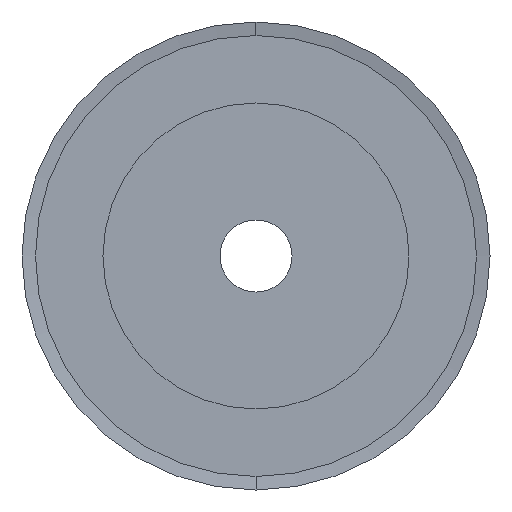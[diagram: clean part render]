
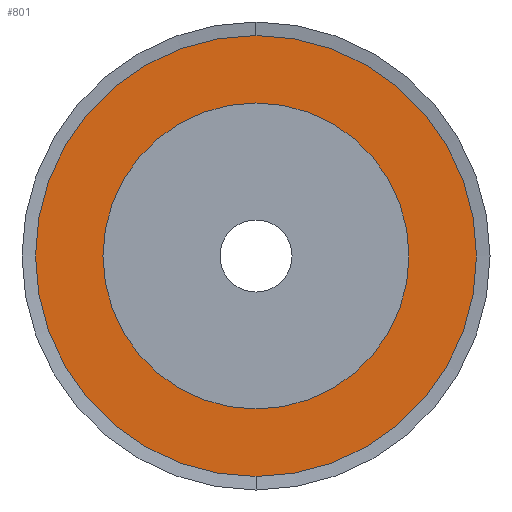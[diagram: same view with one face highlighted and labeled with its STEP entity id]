
A CAD part, left-side view. The second image highlights one B-rep face of the part: STEP entity #801.
In plain terms, the highlighted planar face has unit normal (-1, 0, 0).
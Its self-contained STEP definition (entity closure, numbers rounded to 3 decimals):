
#801=ADVANCED_FACE('',(#1606,#1607),#1608,.T.);
#1606=FACE_OUTER_BOUND('',#2412,.T.);
#1607=FACE_BOUND('',#2413,.T.);
#1608=PLANE('',#2414);
#2412=EDGE_LOOP('',(#4965,#4966));
#2413=EDGE_LOOP('',(#4967,#4968));
#2414=AXIS2_PLACEMENT_3D('',#4969,#4970,#4971);
#4965=ORIENTED_EDGE('',*,*,#6046,.F.);
#4966=ORIENTED_EDGE('',*,*,#5048,.F.);
#4967=ORIENTED_EDGE('',*,*,#5038,.F.);
#4968=ORIENTED_EDGE('',*,*,#6047,.F.);
#4969=CARTESIAN_POINT('',(-10.75,0.0,-20.5));
#4970=DIRECTION('',(-1.0,0.0,0.0));
#4971=DIRECTION('',(0.0,0.0,1.0));
#5038=EDGE_CURVE('',#6075,#6071,#6077,.T.);
#5048=EDGE_CURVE('',#6091,#6088,#6093,.T.);
#6046=EDGE_CURVE('',#6088,#6091,#7585,.T.);
#6047=EDGE_CURVE('',#6071,#6075,#7586,.T.);
#6071=VERTEX_POINT('',#7612);
#6075=VERTEX_POINT('',#7617);
#6077=CIRCLE('',#7620,17.0);
#6088=VERTEX_POINT('',#7633);
#6091=VERTEX_POINT('',#7637);
#6093=CIRCLE('',#7640,24.5);
#7585=CIRCLE('',#9502,24.5);
#7586=CIRCLE('',#9503,17.0);
#7612=CARTESIAN_POINT('',(-10.75,0.,-17.0));
#7617=CARTESIAN_POINT('',(-10.75,0.,17.0));
#7620=AXIS2_PLACEMENT_3D('',#9529,#9530,#9531);
#7633=CARTESIAN_POINT('',(-10.75,0.0,-24.5));
#7637=CARTESIAN_POINT('',(-10.75,0.,24.5));
#7640=AXIS2_PLACEMENT_3D('',#9545,#9546,#9547);
#9502=AXIS2_PLACEMENT_3D('',#11040,#11041,#11042);
#9503=AXIS2_PLACEMENT_3D('',#11043,#11044,#11045);
#9529=CARTESIAN_POINT('',(-10.75,0.0,0.0));
#9530=DIRECTION('',(-1.0,0.0,0.0));
#9531=DIRECTION('',(0.0,0.0,-1.0));
#9545=CARTESIAN_POINT('',(-10.75,0.0,0.0));
#9546=DIRECTION('',(1.0,0.0,0.0));
#9547=DIRECTION('',(0.0,0.0,-1.0));
#11040=CARTESIAN_POINT('',(-10.75,0.0,0.0));
#11041=DIRECTION('',(1.0,0.0,0.0));
#11042=DIRECTION('',(0.0,0.0,-1.0));
#11043=CARTESIAN_POINT('',(-10.75,0.0,0.0));
#11044=DIRECTION('',(-1.0,0.0,0.0));
#11045=DIRECTION('',(0.0,0.0,-1.0));
